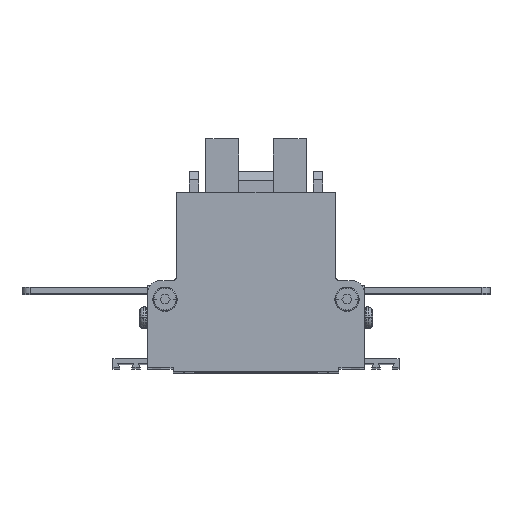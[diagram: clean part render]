
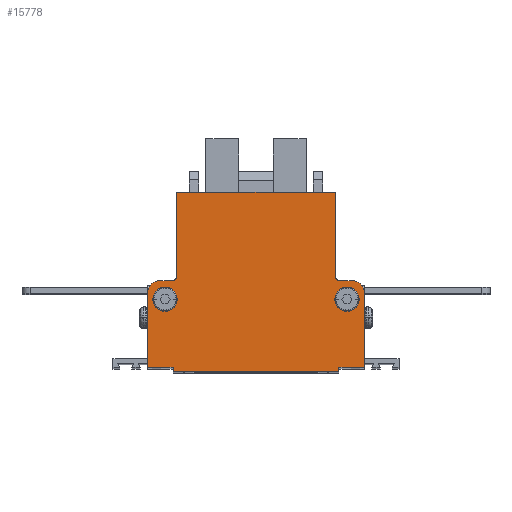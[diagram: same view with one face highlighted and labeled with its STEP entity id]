
A CAD part, top view. The second image highlights one B-rep face of the part: STEP entity #15778.
In plain terms, the highlighted planar face has unit normal (0, 0, 1).
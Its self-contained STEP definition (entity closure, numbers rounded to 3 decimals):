
#15144=DIRECTION('',(-1.,0.,0.));
#15145=VECTOR('',#15144,38.1);
#15146=CARTESIAN_POINT('',(1138.57,-461.932,406.));
#15147=LINE('',#15146,#15145);
#15151=DIRECTION('',(0.,1.,0.));
#15152=VECTOR('',#15151,1.);
#15153=CARTESIAN_POINT('',(1099.37,-505.432,406.));
#15154=LINE('',#15153,#15152);
#15158=DIRECTION('',(0.,1.,0.));
#15159=VECTOR('',#15158,18.);
#15160=CARTESIAN_POINT('',(1093.17,-504.432,406.));
#15161=LINE('',#15160,#15159);
#15165=CARTESIAN_POINT('',(1096.17,-486.432,406.));
#15166=DIRECTION('',(0.,0.,-1.));
#15167=DIRECTION('',(-1.,0.,0.));
#15168=AXIS2_PLACEMENT_3D('',#15165,#15166,#15167);
#15173=DIRECTION('',(1.,0.,0.));
#15174=VECTOR('',#15173,3.);
#15175=CARTESIAN_POINT('',(1096.17,-483.432,406.));
#15176=LINE('',#15175,#15174);
#15180=CARTESIAN_POINT('',(1099.17,-482.432,406.));
#15181=DIRECTION('',(0.,0.,1.));
#15182=DIRECTION('',(0.,-1.,0.));
#15183=AXIS2_PLACEMENT_3D('',#15180,#15181,#15182);
#15188=DIRECTION('',(0.,1.,0.));
#15189=VECTOR('',#15188,20.2);
#15190=CARTESIAN_POINT('',(1100.17,-482.432,406.));
#15191=LINE('',#15190,#15189);
#15195=CARTESIAN_POINT('',(1100.47,-462.232,406.));
#15196=DIRECTION('',(0.,0.,-1.));
#15197=DIRECTION('',(-1.,0.,0.));
#15198=AXIS2_PLACEMENT_3D('',#15195,#15196,#15197);
#15203=CARTESIAN_POINT('',(1138.57,-462.232,406.));
#15204=DIRECTION('',(0.,0.,-1.));
#15205=DIRECTION('',(0.,1.,0.));
#15206=AXIS2_PLACEMENT_3D('',#15203,#15204,#15205);
#15211=CARTESIAN_POINT('',(1139.87,-482.432,406.));
#15212=DIRECTION('',(0.,0.,1.));
#15213=DIRECTION('',(-1.,0.,0.));
#15214=AXIS2_PLACEMENT_3D('',#15211,#15212,#15213);
#15219=CARTESIAN_POINT('',(1142.87,-486.432,406.));
#15220=DIRECTION('',(0.,0.,-1.));
#15221=DIRECTION('',(0.,1.,0.));
#15222=AXIS2_PLACEMENT_3D('',#15219,#15220,#15221);
#15227=DIRECTION('',(-1.,0.,0.));
#15228=VECTOR('',#15227,6.2);
#15229=CARTESIAN_POINT('',(1145.87,-504.432,406.));
#15230=LINE('',#15229,#15228);
#15234=CARTESIAN_POINT('',(1097.42,-487.932,406.));
#15235=DIRECTION('',(0.,0.,1.));
#15236=DIRECTION('',(1.,0.,0.));
#15237=AXIS2_PLACEMENT_3D('',#15234,#15235,#15236);
#15242=CARTESIAN_POINT('',(1097.42,-487.932,406.));
#15243=DIRECTION('',(0.,0.,1.));
#15244=DIRECTION('',(-1.,0.,0.));
#15245=AXIS2_PLACEMENT_3D('',#15242,#15243,#15244);
#15250=CARTESIAN_POINT('',(1141.62,-487.932,406.));
#15251=DIRECTION('',(0.,0.,1.));
#15252=DIRECTION('',(1.,0.,0.));
#15253=AXIS2_PLACEMENT_3D('',#15250,#15251,#15252);
#15258=CARTESIAN_POINT('',(1141.62,-487.932,406.));
#15259=DIRECTION('',(0.,0.,1.));
#15260=DIRECTION('',(-1.,0.,0.));
#15261=AXIS2_PLACEMENT_3D('',#15258,#15259,#15260);
#15266=DIRECTION('',(1.,0.,0.));
#15267=VECTOR('',#15266,40.3);
#15268=CARTESIAN_POINT('',(1099.37,-505.432,406.));
#15269=LINE('',#15268,#15267);
#15308=DIRECTION('',(1.,0.,0.));
#15309=VECTOR('',#15308,6.2);
#15310=CARTESIAN_POINT('',(1093.17,-504.432,406.));
#15311=LINE('',#15310,#15309);
#15378=DIRECTION('',(0.,1.,0.));
#15379=VECTOR('',#15378,1.);
#15380=CARTESIAN_POINT('',(1139.67,-505.432,406.));
#15381=LINE('',#15380,#15379);
#15399=DIRECTION('',(0.,1.,0.));
#15400=VECTOR('',#15399,18.);
#15401=CARTESIAN_POINT('',(1145.87,-504.432,406.));
#15402=LINE('',#15401,#15400);
#15427=DIRECTION('',(-1.,0.,0.));
#15428=VECTOR('',#15427,3.);
#15429=CARTESIAN_POINT('',(1142.87,-483.432,406.));
#15430=LINE('',#15429,#15428);
#15448=DIRECTION('',(0.,1.,0.));
#15449=VECTOR('',#15448,20.2);
#15450=CARTESIAN_POINT('',(1138.87,-482.432,406.));
#15451=LINE('',#15450,#15449);
#15605=CARTESIAN_POINT('',(1100.073,-487.932,406.));
#15606=CARTESIAN_POINT('',(1094.768,-487.932,406.));
#15607=VERTEX_POINT('',#15605);
#15608=VERTEX_POINT('',#15606);
#15609=CARTESIAN_POINT('',(1099.37,-505.432,406.));
#15610=CARTESIAN_POINT('',(1139.67,-505.432,406.));
#15611=VERTEX_POINT('',#15609);
#15612=VERTEX_POINT('',#15610);
#15613=CARTESIAN_POINT('',(1099.37,-504.432,406.));
#15614=VERTEX_POINT('',#15613);
#15615=CARTESIAN_POINT('',(1093.17,-504.432,406.));
#15616=VERTEX_POINT('',#15615);
#15617=CARTESIAN_POINT('',(1093.17,-486.432,406.));
#15618=VERTEX_POINT('',#15617);
#15619=CARTESIAN_POINT('',(1096.17,-483.432,406.));
#15620=VERTEX_POINT('',#15619);
#15621=CARTESIAN_POINT('',(1099.17,-483.432,406.));
#15622=VERTEX_POINT('',#15621);
#15623=CARTESIAN_POINT('',(1100.17,-482.432,406.));
#15624=VERTEX_POINT('',#15623);
#15625=CARTESIAN_POINT('',(1100.17,-462.232,406.));
#15626=VERTEX_POINT('',#15625);
#15627=CARTESIAN_POINT('',(1100.47,-461.932,406.));
#15628=VERTEX_POINT('',#15627);
#15629=CARTESIAN_POINT('',(1138.57,-461.932,406.));
#15630=VERTEX_POINT('',#15629);
#15631=CARTESIAN_POINT('',(1138.87,-462.232,406.));
#15632=VERTEX_POINT('',#15631);
#15633=CARTESIAN_POINT('',(1138.87,-482.432,406.));
#15634=VERTEX_POINT('',#15633);
#15635=CARTESIAN_POINT('',(1139.87,-483.432,406.));
#15636=VERTEX_POINT('',#15635);
#15637=CARTESIAN_POINT('',(1142.87,-483.432,406.));
#15638=VERTEX_POINT('',#15637);
#15639=CARTESIAN_POINT('',(1145.87,-486.432,406.));
#15640=VERTEX_POINT('',#15639);
#15641=CARTESIAN_POINT('',(1145.87,-504.432,406.));
#15642=VERTEX_POINT('',#15641);
#15643=CARTESIAN_POINT('',(1139.67,-504.432,406.));
#15644=VERTEX_POINT('',#15643);
#15645=CARTESIAN_POINT('',(1144.273,-487.932,406.));
#15646=CARTESIAN_POINT('',(1138.968,-487.932,406.));
#15647=VERTEX_POINT('',#15645);
#15648=VERTEX_POINT('',#15646);
#15724=CARTESIAN_POINT('',(1139.27,-498.52,406.));
#15725=DIRECTION('',(0.,0.,-1.));
#15726=DIRECTION('',(-1.,0.,0.));
#15727=AXIS2_PLACEMENT_3D('',#15724,#15725,#15726);
#15728=PLANE('',#15727);
#15730=ORIENTED_EDGE('',*,*,#15729,.F.);
#15732=ORIENTED_EDGE('',*,*,#15731,.T.);
#15734=ORIENTED_EDGE('',*,*,#15733,.F.);
#15736=ORIENTED_EDGE('',*,*,#15735,.T.);
#15738=ORIENTED_EDGE('',*,*,#15737,.T.);
#15740=ORIENTED_EDGE('',*,*,#15739,.T.);
#15742=ORIENTED_EDGE('',*,*,#15741,.T.);
#15744=ORIENTED_EDGE('',*,*,#15743,.T.);
#15746=ORIENTED_EDGE('',*,*,#15745,.T.);
#15747=ORIENTED_EDGE('',*,*,#15714,.F.);
#15749=ORIENTED_EDGE('',*,*,#15748,.T.);
#15751=ORIENTED_EDGE('',*,*,#15750,.F.);
#15753=ORIENTED_EDGE('',*,*,#15752,.T.);
#15755=ORIENTED_EDGE('',*,*,#15754,.F.);
#15757=ORIENTED_EDGE('',*,*,#15756,.T.);
#15759=ORIENTED_EDGE('',*,*,#15758,.F.);
#15761=ORIENTED_EDGE('',*,*,#15760,.T.);
#15763=ORIENTED_EDGE('',*,*,#15762,.F.);
#15764=EDGE_LOOP('',(#15730,#15732,#15734,#15736,#15738,#15740,#15742,#15744,
#15746,#15747,#15749,#15751,#15753,#15755,#15757,#15759,#15761,#15763));
#15765=FACE_OUTER_BOUND('',#15764,.F.);
#15767=ORIENTED_EDGE('',*,*,#15766,.T.);
#15769=ORIENTED_EDGE('',*,*,#15768,.T.);
#15770=EDGE_LOOP('',(#15767,#15769));
#15771=FACE_BOUND('',#15770,.F.);
#15773=ORIENTED_EDGE('',*,*,#15772,.T.);
#15775=ORIENTED_EDGE('',*,*,#15774,.T.);
#15776=EDGE_LOOP('',(#15773,#15775));
#15777=FACE_BOUND('',#15776,.F.);
#15778=ADVANCED_FACE('',(#15765,#15771,#15777),#15728,.F.);
#15169=CIRCLE('',#15168,3.);
#15184=CIRCLE('',#15183,1.);
#15199=CIRCLE('',#15198,0.3);
#15207=CIRCLE('',#15206,0.3);
#15215=CIRCLE('',#15214,1.);
#15223=CIRCLE('',#15222,3.);
#15238=CIRCLE('',#15237,2.653);
#15246=CIRCLE('',#15245,2.653);
#15254=CIRCLE('',#15253,2.653);
#15262=CIRCLE('',#15261,2.653);
#15714=EDGE_CURVE('',#15630,#15628,#15147,.T.);
#15729=EDGE_CURVE('',#15611,#15612,#15269,.T.);
#15731=EDGE_CURVE('',#15611,#15614,#15154,.T.);
#15733=EDGE_CURVE('',#15616,#15614,#15311,.T.);
#15735=EDGE_CURVE('',#15616,#15618,#15161,.T.);
#15737=EDGE_CURVE('',#15618,#15620,#15169,.T.);
#15739=EDGE_CURVE('',#15620,#15622,#15176,.T.);
#15741=EDGE_CURVE('',#15622,#15624,#15184,.T.);
#15743=EDGE_CURVE('',#15624,#15626,#15191,.T.);
#15745=EDGE_CURVE('',#15626,#15628,#15199,.T.);
#15748=EDGE_CURVE('',#15630,#15632,#15207,.T.);
#15750=EDGE_CURVE('',#15634,#15632,#15451,.T.);
#15752=EDGE_CURVE('',#15634,#15636,#15215,.T.);
#15754=EDGE_CURVE('',#15638,#15636,#15430,.T.);
#15756=EDGE_CURVE('',#15638,#15640,#15223,.T.);
#15758=EDGE_CURVE('',#15642,#15640,#15402,.T.);
#15760=EDGE_CURVE('',#15642,#15644,#15230,.T.);
#15762=EDGE_CURVE('',#15612,#15644,#15381,.T.);
#15766=EDGE_CURVE('',#15607,#15608,#15238,.T.);
#15768=EDGE_CURVE('',#15608,#15607,#15246,.T.);
#15772=EDGE_CURVE('',#15647,#15648,#15254,.T.);
#15774=EDGE_CURVE('',#15648,#15647,#15262,.T.);
